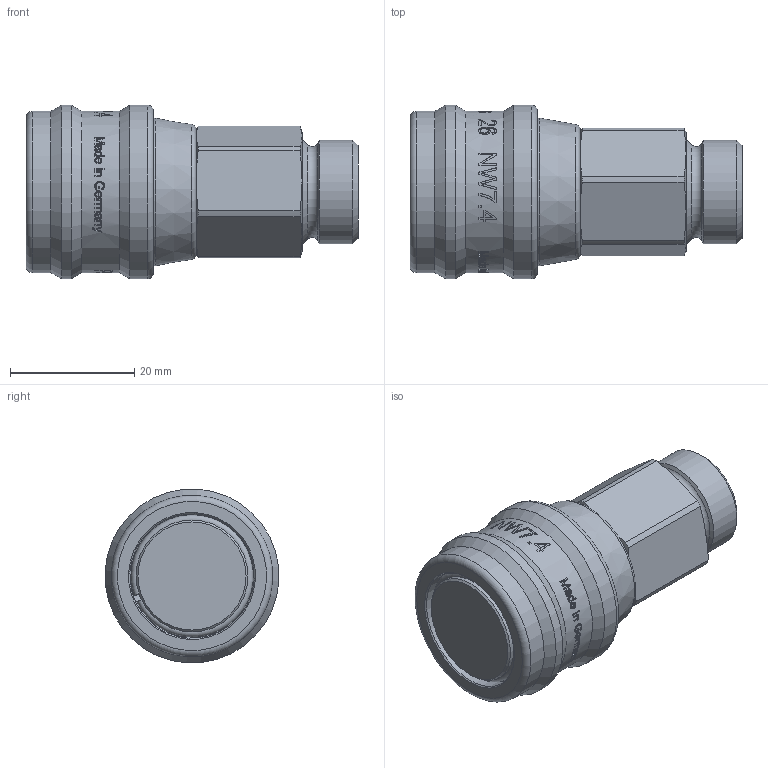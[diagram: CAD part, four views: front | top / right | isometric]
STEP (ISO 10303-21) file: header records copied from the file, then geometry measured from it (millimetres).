
FILE_DESCRIPTION((''),'2;1');
FILE_NAME('26kaaw17rvx.stp','2013-03-06T10:43:53',('AS035480'),(''),'Autodesk Inventor 2011','Autodesk Inventor 2011','');
FILE_SCHEMA(('AUTOMOTIVE_DESIGN { 1 0 10303 214 1 1 1 1 }'));
Length unit declared in the file: millimetre
Products named in the file (1): D106057
Bounding box: 53.41 x 27.94 x 27.94 mm (x, y, z)
Volume: 18679.1 mm3; surface area: 9083.3 mm2
Topology: 2 solids, 2 shells, 563 faces, 1477 edges, 972 vertices
Faces by surface type: bspline 240, plane 217, cylinder 75, cone 25, torus 6
Full cylindrical faces by diameter (mm): 16.65 x1, 16.662 x1, 18 x3, 18.95 x1, 19.15 x1, 20 x1, 21 x1, 21.2 x1, 23.8 x1, 24 x1, 26 x2, 28 x2
Entity records: 75486 total; most frequent: CARTESIAN_POINT 63082, ORIENTED_EDGE 2862, DIRECTION 1622, EDGE_CURVE 1431, VERTEX_POINT 965, EDGE_LOOP 660, B_SPLINE_CURVE_WITH_KNOTS 658, FACE_OUTER_BOUND 563
